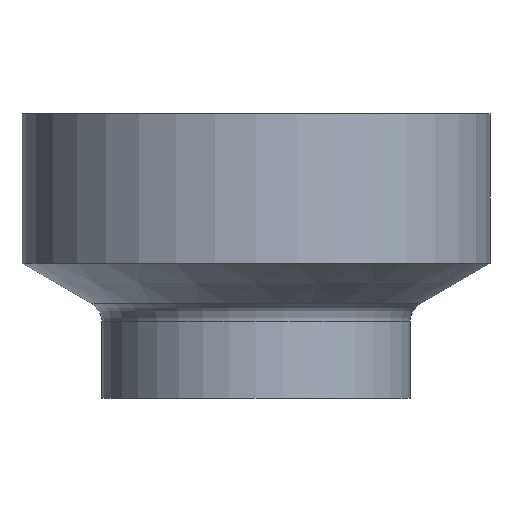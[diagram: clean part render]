
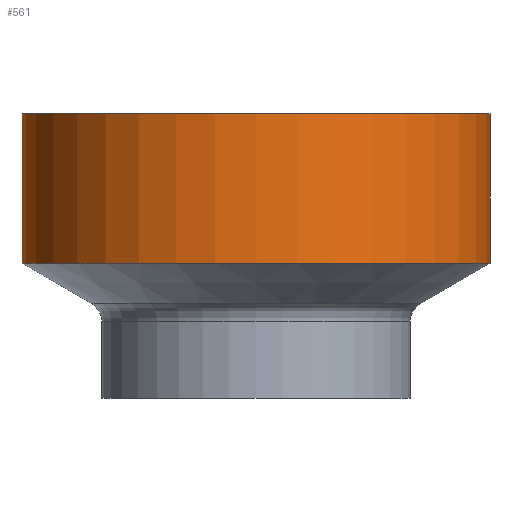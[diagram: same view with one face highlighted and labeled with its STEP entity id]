
A CAD part, front view. The second image highlights one B-rep face of the part: STEP entity #561.
In plain terms, the highlighted cylindrical face has radius 17.526 mm (diameter 35.052 mm), a partial arc.
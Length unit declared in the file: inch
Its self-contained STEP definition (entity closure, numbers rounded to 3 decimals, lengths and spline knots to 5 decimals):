
#216=CARTESIAN_POINT('',(0.,0.,0.84));
#217=DIRECTION('',(0.,0.,1.));
#218=DIRECTION('',(-1.,0.,0.));
#219=AXIS2_PLACEMENT_3D('',#216,#217,#218);
#231=DIRECTION('',(0.,0.,1.));
#232=VECTOR('',#231,0.44164);
#233=CARTESIAN_POINT('',(0.69,0.,0.39836));
#234=LINE('',#233,#232);
#235=DIRECTION('',(0.,0.,1.));
#236=VECTOR('',#235,0.44164);
#237=CARTESIAN_POINT('',(-0.69,0.,0.39836));
#238=LINE('',#237,#236);
#239=CARTESIAN_POINT('',(0.,0.,0.39836));
#240=DIRECTION('',(0.,0.,1.));
#241=DIRECTION('',(-1.,0.,0.));
#242=AXIS2_PLACEMENT_3D('',#239,#240,#241);
#308=CARTESIAN_POINT('',(0.69,0.,0.84));
#309=CARTESIAN_POINT('',(-0.69,0.,0.84));
#310=VERTEX_POINT('',#308);
#311=VERTEX_POINT('',#309);
#340=CARTESIAN_POINT('',(0.69,0.,0.39836));
#341=VERTEX_POINT('',#340);
#342=CARTESIAN_POINT('',(-0.69,0.,0.39836));
#343=VERTEX_POINT('',#342);
#549=CARTESIAN_POINT('',(0.,0.,0.));
#550=DIRECTION('',(0.,0.,1.));
#551=DIRECTION('',(1.,0.,0.));
#552=AXIS2_PLACEMENT_3D('',#549,#550,#551);
#553=CYLINDRICAL_SURFACE('',#552,0.69);
#554=ORIENTED_EDGE('',*,*,#539,.F.);
#556=ORIENTED_EDGE('',*,*,#555,.F.);
#557=ORIENTED_EDGE('',*,*,#542,.T.);
#558=ORIENTED_EDGE('',*,*,#524,.T.);
#559=EDGE_LOOP('',(#554,#556,#557,#558));
#560=FACE_OUTER_BOUND('',#559,.F.);
#561=ADVANCED_FACE('',(#560),#553,.T.);
#220=CIRCLE('',#219,0.69);
#243=CIRCLE('',#242,0.69);
#524=EDGE_CURVE('',#311,#310,#220,.T.);
#539=EDGE_CURVE('',#341,#310,#234,.T.);
#542=EDGE_CURVE('',#343,#311,#238,.T.);
#555=EDGE_CURVE('',#343,#341,#243,.T.);
